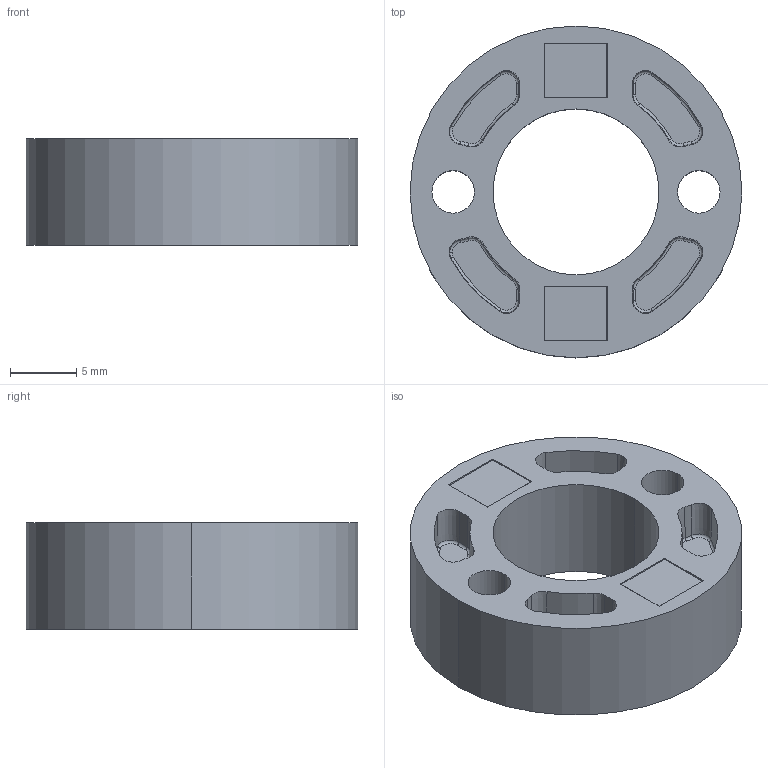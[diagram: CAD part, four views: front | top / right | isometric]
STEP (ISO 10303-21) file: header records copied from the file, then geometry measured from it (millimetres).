
FILE_DESCRIPTION (( 'STEP AP214' ), '1' );
FILE_NAME ('z-TMI-P02.STEP', '2009-05-27T13:25:09', ( 'novotechnik' ), ( 'novotechnik' ), 'SwSTEP 2.0', 'SolidWorks 2008', '' );
FILE_SCHEMA (( 'AUTOMOTIVE_DESIGN' ));
Length unit declared in the file: millimetre
Products named in the file (1): z-TMI-P02
Bounding box: 25 x 25 x 8 mm (x, y, z)
Volume: 2280.1 mm3; surface area: 2757.4 mm2
Topology: 3 solids, 3 shells, 226 faces, 527 edges, 303 vertices
Faces by surface type: torus 60, cone 60, plane 50, cylinder 40, sphere 16
Entity records: 8885 total; most frequent: DIRECTION 1280, CARTESIAN_POINT 1041, ORIENTED_EDGE 1022, AXIS2_PLACEMENT_3D 542, EDGE_CURVE 511, CIRCLE 315, VERTEX_POINT 303, EDGE_LOOP 244
